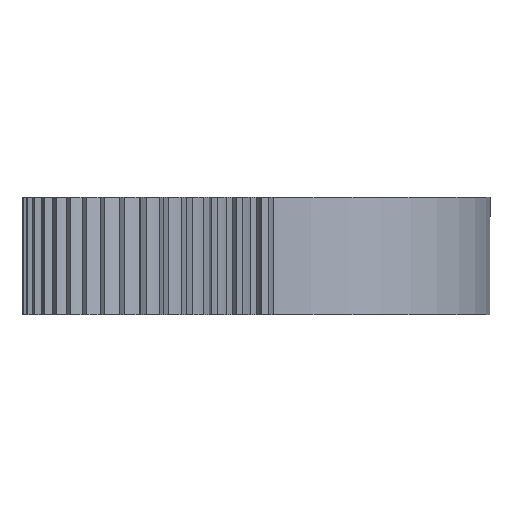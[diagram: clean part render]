
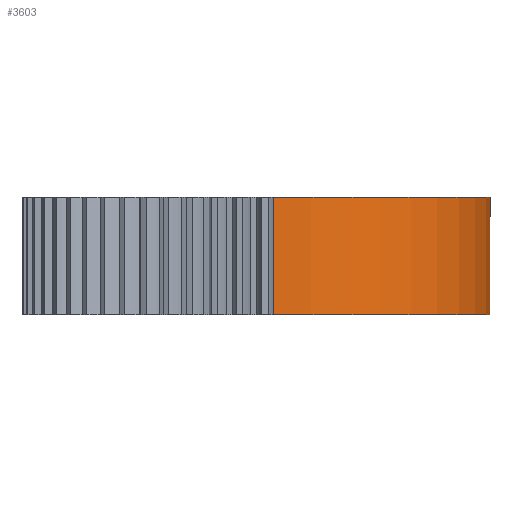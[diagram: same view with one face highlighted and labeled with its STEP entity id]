
A CAD part, front view. The second image highlights one B-rep face of the part: STEP entity #3603.
In plain terms, the highlighted cylindrical face has radius 57.5 mm (diameter 115 mm), a partial arc.
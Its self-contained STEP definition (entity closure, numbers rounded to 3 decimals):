
#56=CARTESIAN_POINT('',(2.257,-57.456,30.));
#57=VERTEX_POINT('',#56);
#58=CARTESIAN_POINT('',(-3.761,57.377,30.));
#59=VERTEX_POINT('',#58);
#60=CARTESIAN_POINT('',(0.,0.,30.));
#61=DIRECTION('',(0.039,-0.999,0.));
#62=DIRECTION('',(0.,0.,1.));
#63=AXIS2_PLACEMENT_3D('',#60,#62,#61);
#64=CIRCLE('',#63,57.5);
#65=EDGE_CURVE('',#57,#59,#64,.T.);
#3572=CARTESIAN_POINT('',(0.,0.,0.));
#3573=DIRECTION('',(0.039,-0.999,0.));
#3574=DIRECTION('',(0.,0.,1.));
#3575=AXIS2_PLACEMENT_3D('',#3572,#3574,#3573);
#3576=CYLINDRICAL_SURFACE('',#3575,57.5);
#3577=ORIENTED_EDGE('',*,*,#65,.F.);
#3578=CARTESIAN_POINT('',(2.257,-57.456,0.));
#3579=VERTEX_POINT('',#3578);
#3580=CARTESIAN_POINT('',(2.257,-57.456,30.));
#3581=DIRECTION('',(0.,0.,-1.));
#3582=VECTOR('',#3581,30.);
#3583=LINE('',#3580,#3582);
#3584=EDGE_CURVE('',#57,#3579,#3583,.T.);
#3585=ORIENTED_EDGE('E329',*,*,#3584,.T.);
#3586=CARTESIAN_POINT('',(-3.761,57.377,0.));
#3587=VERTEX_POINT('',#3586);
#3588=CARTESIAN_POINT('',(0.,0.,0.));
#3589=DIRECTION('',(0.039,-0.999,0.));
#3590=DIRECTION('',(0.,0.,1.));
#3591=AXIS2_PLACEMENT_3D('',#3588,#3590,#3589);
#3592=CIRCLE('',#3591,57.5);
#3593=EDGE_CURVE('',#3579,#3587,#3592,.T.);
#3594=ORIENTED_EDGE('E330',*,*,#3593,.T.);
#3595=CARTESIAN_POINT('',(-3.761,57.377,0.));
#3596=DIRECTION('',(0.,0.,1.));
#3597=VECTOR('',#3596,30.);
#3598=LINE('',#3595,#3597);
#3599=EDGE_CURVE('',#3587,#59,#3598,.T.);
#3600=ORIENTED_EDGE('E331',*,*,#3599,.T.);
#3601=EDGE_LOOP('',(#3577,#3585,#3594,#3600));
#3602=FACE_OUTER_BOUND('',#3601,.T.);
#3603=ADVANCED_FACE('F90',(#3602),#3576,.T.);
